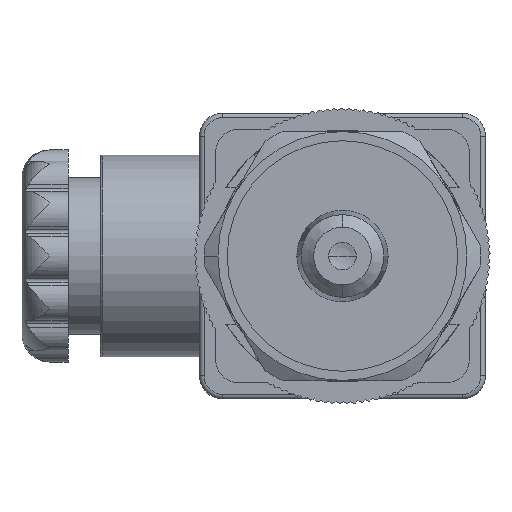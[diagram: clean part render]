
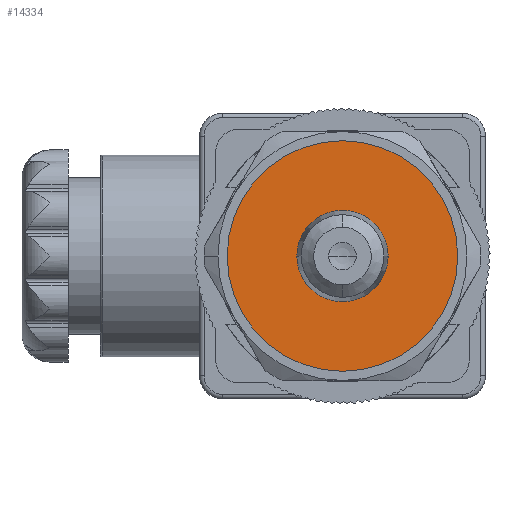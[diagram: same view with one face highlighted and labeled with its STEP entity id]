
A CAD part, front view. The second image highlights one B-rep face of the part: STEP entity #14334.
In plain terms, the highlighted planar face has unit normal (0, -1, 0).
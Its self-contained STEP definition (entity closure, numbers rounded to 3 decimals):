
#3316 = EDGE_LOOP ( 'NONE', ( #52377, #4677 ) ) ;
#4677 = ORIENTED_EDGE ( 'NONE', *, *, #32520, .F. ) ;
#5764 = CARTESIAN_POINT ( 'NONE',  ( 12.5, 0., 0. ) ) ;
#7691 = DIRECTION ( 'NONE',  ( 0., 1., 0. ) ) ;
#7967 = ORIENTED_EDGE ( 'NONE', *, *, #36635, .T. ) ;
#8642 = DIRECTION ( 'NONE',  ( -1., 0., 0. ) ) ;
#12067 = DIRECTION ( 'NONE',  ( 0., 1., 0. ) ) ;
#13457 = AXIS2_PLACEMENT_3D ( 'NONE', #52519, #19124, #19660 ) ;
#14334 = ADVANCED_FACE ( 'NONE', ( #30689, #35963 ), #53253, .F. ) ;
#19091 = VERTEX_POINT ( 'NONE', #22998 ) ;
#19124 = DIRECTION ( 'NONE',  ( 0., 1., 0. ) ) ;
#19494 = DIRECTION ( 'NONE',  ( 0., 1., 0. ) ) ;
#19660 = DIRECTION ( 'NONE',  ( -1., 0., 0. ) ) ;
#19904 = CARTESIAN_POINT ( 'NONE',  ( 0., 0., 0. ) ) ;
#20629 = DIRECTION ( 'NONE',  ( -1., 0., 0. ) ) ;
#21697 = AXIS2_PLACEMENT_3D ( 'NONE', #25101, #45867, #8642 ) ;
#22998 = CARTESIAN_POINT ( 'NONE',  ( 4.95, 0., 0. ) ) ;
#24040 = EDGE_CURVE ( 'NONE', #24759, #46439, #26828, .T. ) ;
#24759 = VERTEX_POINT ( 'NONE', #5764 ) ;
#25101 = CARTESIAN_POINT ( 'NONE',  ( 0., 0., 0. ) ) ;
#26828 = CIRCLE ( 'NONE', #26968, 12.5 ) ;
#26968 = AXIS2_PLACEMENT_3D ( 'NONE', #37206, #12067, #20629 ) ;
#30689 = FACE_BOUND ( 'NONE', #51515, .T. ) ;
#31830 = DIRECTION ( 'NONE',  ( -1., 0., 0. ) ) ;
#31899 = CARTESIAN_POINT ( 'NONE',  ( -12.5, 0., 0. ) ) ;
#32520 = EDGE_CURVE ( 'NONE', #46439, #24759, #52564, .T. ) ;
#35963 = FACE_OUTER_BOUND ( 'NONE', #3316, .T. ) ;
#36228 = CARTESIAN_POINT ( 'NONE',  ( -16., 0., 0. ) ) ;
#36443 = DIRECTION ( 'NONE',  ( -1., 0., 0. ) ) ;
#36635 = EDGE_CURVE ( 'NONE', #19091, #47554, #49761, .T. ) ;
#37206 = CARTESIAN_POINT ( 'NONE',  ( 0., 0., 0. ) ) ;
#41363 = ORIENTED_EDGE ( 'NONE', *, *, #44415, .T. ) ;
#42611 = AXIS2_PLACEMENT_3D ( 'NONE', #19904, #7691, #36443 ) ;
#43281 = CIRCLE ( 'NONE', #42611, 4.95 ) ;
#43411 = CARTESIAN_POINT ( 'NONE',  ( -4.95, 0., 0. ) ) ;
#44415 = EDGE_CURVE ( 'NONE', #47554, #19091, #43281, .T. ) ;
#45867 = DIRECTION ( 'NONE',  ( 0., 1., 0. ) ) ;
#46439 = VERTEX_POINT ( 'NONE', #31899 ) ;
#47554 = VERTEX_POINT ( 'NONE', #43411 ) ;
#49761 = CIRCLE ( 'NONE', #13457, 4.95 ) ;
#50159 = AXIS2_PLACEMENT_3D ( 'NONE', #36228, #19494, #31830 ) ;
#51515 = EDGE_LOOP ( 'NONE', ( #41363, #7967 ) ) ;
#52377 = ORIENTED_EDGE ( 'NONE', *, *, #24040, .F. ) ;
#52519 = CARTESIAN_POINT ( 'NONE',  ( 0., 0., 0. ) ) ;
#52564 = CIRCLE ( 'NONE', #21697, 12.5 ) ;
#53253 = PLANE ( 'NONE',  #50159 ) ;
